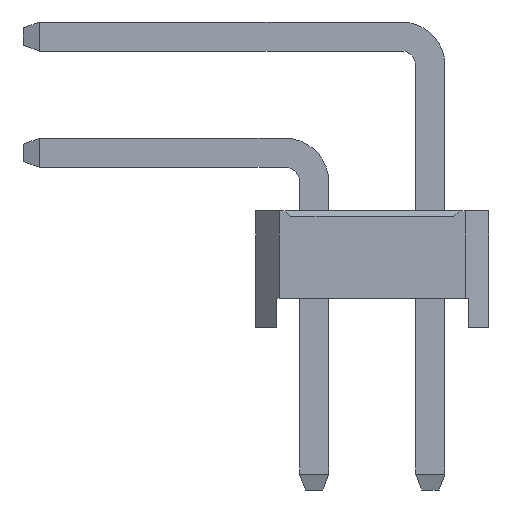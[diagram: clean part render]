
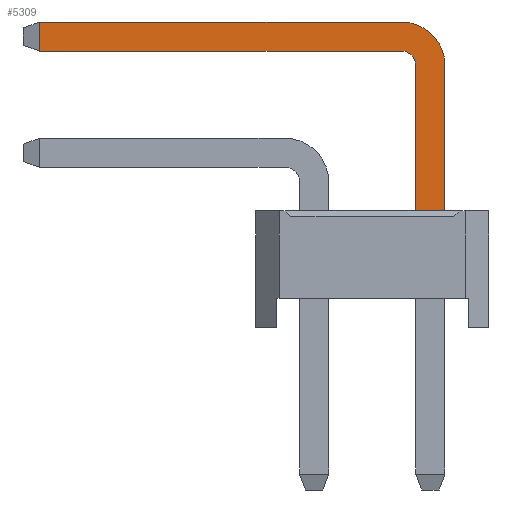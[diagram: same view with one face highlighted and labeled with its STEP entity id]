
A CAD part, left-side view. The second image highlights one B-rep face of the part: STEP entity #5309.
In plain terms, the highlighted planar face has unit normal (-1, 0, 0).
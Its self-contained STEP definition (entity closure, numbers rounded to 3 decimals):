
#5309=ADVANCED_FACE('',(#23345),#23347,.T.);
#23345=FACE_BOUND('',#23346,.T.);
#23346=EDGE_LOOP('',(#37951,#37952,#37953,#37954,#37955,#37956,#37957,#37958));
#23347=PLANE('',#23348);
#23348=AXIS2_PLACEMENT_3D('',#23349,#23350,#23351);
#23349=CARTESIAN_POINT('',(-0.25,-1.75,-2.8));
#23350=DIRECTION('',(-1.,0.,0.));
#23351=DIRECTION('',(0.,-1.,0.));
#37951=ORIENTED_EDGE('',*,*,#46944,.F.);
#37952=ORIENTED_EDGE('',*,*,#46945,.F.);
#37953=ORIENTED_EDGE('',*,*,#46946,.F.);
#37954=ORIENTED_EDGE('',*,*,#46947,.F.);
#37955=ORIENTED_EDGE('',*,*,#44685,.T.);
#37956=ORIENTED_EDGE('',*,*,#46943,.T.);
#37957=ORIENTED_EDGE('',*,*,#46948,.T.);
#37958=ORIENTED_EDGE('',*,*,#46949,.T.);
#44685=EDGE_CURVE('',#50293,#50291,#50294,.T.);
#46943=EDGE_CURVE('',#50291,#54171,#54173,.T.);
#46944=EDGE_CURVE('',#54174,#54175,#54176,.T.);
#46945=EDGE_CURVE('',#54177,#54174,#54178,.T.);
#46946=EDGE_CURVE('',#54179,#54177,#54180,.T.);
#46947=EDGE_CURVE('',#50293,#54179,#54181,.T.);
#46948=EDGE_CURVE('',#54171,#54182,#54183,.T.);
#46949=EDGE_CURVE('',#54182,#54175,#54184,.T.);
#50291=VERTEX_POINT('',#59590);
#50293=VERTEX_POINT('',#59594);
#50294=LINE('',#59595,#59596);
#54171=VERTEX_POINT('',#68132);
#54173=LINE('',#68136,#68137);
#54174=VERTEX_POINT('',#68139);
#54175=VERTEX_POINT('',#68140);
#54176=LINE('',#68141,#68142);
#54177=VERTEX_POINT('',#68144);
#54178=LINE('',#68145,#68146);
#54179=VERTEX_POINT('',#68148);
#54180=CIRCLE('',#68149,0.25);
#54181=LINE('',#68153,#68154);
#54182=VERTEX_POINT('',#68156);
#54183=CIRCLE('',#68157,0.75);
#54184=LINE('',#68161,#68162);
#59590=CARTESIAN_POINT('',(-0.25,-2.25,2.));
#59594=CARTESIAN_POINT('',(-0.25,-1.75,2.));
#59595=CARTESIAN_POINT('',(-0.25,-1.75,2.));
#59596=VECTOR('',#59597,1.);
#59597=DIRECTION('',(0.,-1.,0.));
#68132=CARTESIAN_POINT('',(-0.25,-2.25,4.5));
#68136=CARTESIAN_POINT('',(-0.25,-2.25,2.));
#68137=VECTOR('',#68138,1.);
#68138=DIRECTION('',(0.,0.,1.));
#68139=CARTESIAN_POINT('',(-0.25,4.725,4.75));
#68140=CARTESIAN_POINT('',(-0.25,4.725,5.25));
#68141=CARTESIAN_POINT('',(-0.25,4.725,4.75));
#68142=VECTOR('',#68143,1.);
#68143=DIRECTION('',(0.,0.,1.));
#68144=CARTESIAN_POINT('',(-0.25,-1.5,4.75));
#68145=CARTESIAN_POINT('',(-0.25,-1.5,4.75));
#68146=VECTOR('',#68147,1.);
#68147=DIRECTION('',(0.,1.,0.));
#68148=CARTESIAN_POINT('',(-0.25,-1.75,4.5));
#68149=AXIS2_PLACEMENT_3D('',#68150,#68151,#68152);
#68150=CARTESIAN_POINT('',(-0.25,-1.5,4.5));
#68151=DIRECTION('',(-1.,-0.,0.));
#68152=DIRECTION('',(0.,-1.,0.));
#68153=CARTESIAN_POINT('',(-0.25,-1.75,2.));
#68154=VECTOR('',#68155,1.);
#68155=DIRECTION('',(0.,0.,1.));
#68156=CARTESIAN_POINT('',(-0.25,-1.5,5.25));
#68157=AXIS2_PLACEMENT_3D('',#68158,#68159,#68160);
#68158=CARTESIAN_POINT('',(-0.25,-1.5,4.5));
#68159=DIRECTION('',(-1.,-0.,0.));
#68160=DIRECTION('',(0.,-1.,0.));
#68161=CARTESIAN_POINT('',(-0.25,-1.5,5.25));
#68162=VECTOR('',#68163,1.);
#68163=DIRECTION('',(0.,1.,0.));
